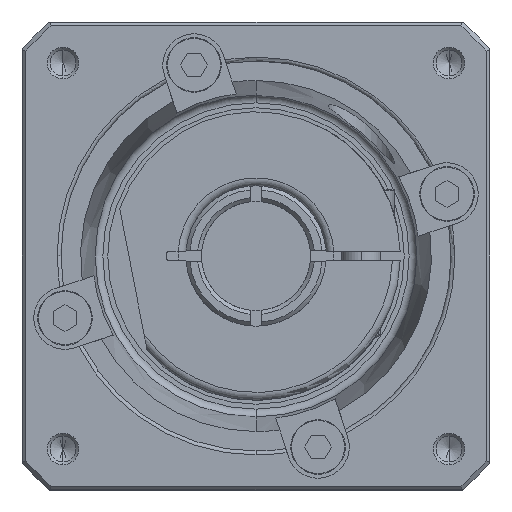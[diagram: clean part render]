
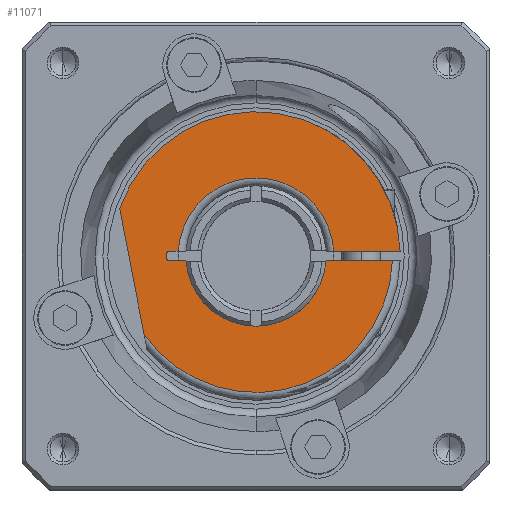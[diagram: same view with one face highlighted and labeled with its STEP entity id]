
A CAD part, left-side view. The second image highlights one B-rep face of the part: STEP entity #11071.
In plain terms, the highlighted planar face has unit normal (-1, 0, 0).
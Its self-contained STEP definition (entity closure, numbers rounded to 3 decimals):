
#106 = VERTEX_POINT ( 'NONE', #4096 ) ;
#338 = DIRECTION ( 'NONE',  ( 0., 1., 0. ) ) ;
#915 = EDGE_CURVE ( 'NONE', #4325, #12127, #11574, .T. ) ;
#1008 = PLANE ( 'NONE',  #2267 ) ;
#1141 = ORIENTED_EDGE ( 'NONE', *, *, #6177, .T. ) ;
#1175 = CARTESIAN_POINT ( 'NONE',  ( -36., 14.353, -10.011 ) ) ;
#1661 = DIRECTION ( 'NONE',  ( 0., 1., 0. ) ) ;
#1715 = DIRECTION ( 'NONE',  ( 0., -1., 0. ) ) ;
#1772 = AXIS2_PLACEMENT_3D ( 'NONE', #10121, #5071, #4130 ) ;
#1814 = VERTEX_POINT ( 'NONE', #8171 ) ;
#1874 = DIRECTION ( 'NONE',  ( 1., 0., 0. ) ) ;
#1886 = VECTOR ( 'NONE', #13824, 1000. ) ;
#2027 = CARTESIAN_POINT ( 'NONE',  ( -36., -18.49, 0.6 ) ) ;
#2158 = VECTOR ( 'NONE', #14017, 1000. ) ;
#2242 = DIRECTION ( 'NONE',  ( 0., 1., 0. ) ) ;
#2267 = AXIS2_PLACEMENT_3D ( 'NONE', #13014, #15587, #13162 ) ;
#2347 = CARTESIAN_POINT ( 'NONE',  ( -36., 9.982, 0.6 ) ) ;
#2383 = DIRECTION ( 'NONE',  ( 1., 0., 0. ) ) ;
#2464 = CIRCLE ( 'NONE', #12352, 18.5 ) ;
#2538 = AXIS2_PLACEMENT_3D ( 'NONE', #2888, #7552, #338 ) ;
#2681 = EDGE_CURVE ( 'NONE', #7092, #4325, #2464, .T. ) ;
#2815 = CARTESIAN_POINT ( 'NONE',  ( -36., -8.98, -0.6 ) ) ;
#2888 = CARTESIAN_POINT ( 'NONE',  ( -36., 11.1, 0.2 ) ) ;
#2946 = CARTESIAN_POINT ( 'NONE',  ( -36., 8.98, -0.6 ) ) ;
#2948 = CARTESIAN_POINT ( 'NONE',  ( -36., 17.478, 6.064 ) ) ;
#3113 = DIRECTION ( 'NONE',  ( 0., 1., 0. ) ) ;
#3196 = CARTESIAN_POINT ( 'NONE',  ( -36., 11.5, 0.2 ) ) ;
#3445 = EDGE_CURVE ( 'NONE', #3535, #4427, #5655, .T. ) ;
#3503 = CARTESIAN_POINT ( 'NONE',  ( -36., 0., 0. ) ) ;
#3535 = VERTEX_POINT ( 'NONE', #2347 ) ;
#4096 = CARTESIAN_POINT ( 'NONE',  ( -36., 11.1, -0.6 ) ) ;
#4130 = DIRECTION ( 'NONE',  ( 0., 1., 0. ) ) ;
#4161 = DIRECTION ( 'NONE',  ( -1., 0., 0. ) ) ;
#4211 = ORIENTED_EDGE ( 'NONE', *, *, #14505, .T. ) ;
#4300 = CARTESIAN_POINT ( 'NONE',  ( -36., 17.478, 6.064 ) ) ;
#4325 = VERTEX_POINT ( 'NONE', #10197 ) ;
#4427 = VERTEX_POINT ( 'NONE', #15285 ) ;
#4737 = CARTESIAN_POINT ( 'NONE',  ( -36., -9.982, 0.6 ) ) ;
#4803 = EDGE_LOOP ( 'NONE', ( #14336, #1141, #11645, #10888, #11411, #4211, #8915, #6659, #8280, #7816, #12710, #5566 ) ) ;
#5071 = DIRECTION ( 'NONE',  ( -1., 0., 0. ) ) ;
#5105 = LINE ( 'NONE', #2948, #1886 ) ;
#5252 = VERTEX_POINT ( 'NONE', #9304 ) ;
#5342 = DIRECTION ( 'NONE',  ( 0., 1., 0. ) ) ;
#5441 = CIRCLE ( 'NONE', #2538, 0.4 ) ;
#5527 = DIRECTION ( 'NONE',  ( 0., 1., 0. ) ) ;
#5566 = ORIENTED_EDGE ( 'NONE', *, *, #10176, .F. ) ;
#5655 = LINE ( 'NONE', #15343, #11273 ) ;
#5991 = EDGE_CURVE ( 'NONE', #12643, #13545, #8357, .T. ) ;
#6177 = EDGE_CURVE ( 'NONE', #3535, #12127, #9295, .T. ) ;
#6350 = AXIS2_PLACEMENT_3D ( 'NONE', #12520, #4161, #1661 ) ;
#6515 = CARTESIAN_POINT ( 'NONE',  ( -36., -18.49, -0.6 ) ) ;
#6659 = ORIENTED_EDGE ( 'NONE', *, *, #8685, .F. ) ;
#7092 = VERTEX_POINT ( 'NONE', #4300 ) ;
#7175 = CIRCLE ( 'NONE', #7464, 9. ) ;
#7464 = AXIS2_PLACEMENT_3D ( 'NONE', #8628, #8788, #5342 ) ;
#7483 = CIRCLE ( 'NONE', #1772, 17.5 ) ;
#7552 = DIRECTION ( 'NONE',  ( -1., 0., 0. ) ) ;
#7698 = EDGE_CURVE ( 'NONE', #10699, #7092, #5105, .T. ) ;
#7715 = EDGE_CURVE ( 'NONE', #13545, #106, #11907, .T. ) ;
#7734 = EDGE_CURVE ( 'NONE', #8116, #5252, #14509, .T. ) ;
#7816 = ORIENTED_EDGE ( 'NONE', *, *, #7715, .F. ) ;
#7881 = EDGE_CURVE ( 'NONE', #106, #1814, #9987, .T. ) ;
#7968 = VECTOR ( 'NONE', #5527, 1000. ) ;
#8116 = VERTEX_POINT ( 'NONE', #2815 ) ;
#8117 = CARTESIAN_POINT ( 'NONE',  ( -36., 11.5, 0.2 ) ) ;
#8171 = CARTESIAN_POINT ( 'NONE',  ( -36., 8.98, -0.6 ) ) ;
#8280 = ORIENTED_EDGE ( 'NONE', *, *, #7881, .F. ) ;
#8357 = LINE ( 'NONE', #3196, #2158 ) ;
#8628 = CARTESIAN_POINT ( 'NONE',  ( -36., 0., 0. ) ) ;
#8685 = EDGE_CURVE ( 'NONE', #1814, #8116, #7175, .T. ) ;
#8788 = DIRECTION ( 'NONE',  ( -1., 0., 0. ) ) ;
#8915 = ORIENTED_EDGE ( 'NONE', *, *, #7734, .F. ) ;
#8921 = DIRECTION ( 'NONE',  ( 0., -1., 0. ) ) ;
#9295 = CIRCLE ( 'NONE', #13212, 10. ) ;
#9304 = CARTESIAN_POINT ( 'NONE',  ( -36., -17.49, -0.6 ) ) ;
#9987 = LINE ( 'NONE', #2946, #12437 ) ;
#10121 = CARTESIAN_POINT ( 'NONE',  ( -36., 0., 0. ) ) ;
#10176 = EDGE_CURVE ( 'NONE', #4427, #12643, #5441, .T. ) ;
#10197 = CARTESIAN_POINT ( 'NONE',  ( -36., -18.49, 0.6 ) ) ;
#10699 = VERTEX_POINT ( 'NONE', #1175 ) ;
#10888 = ORIENTED_EDGE ( 'NONE', *, *, #2681, .F. ) ;
#11071 = ADVANCED_FACE ( 'NONE', ( #13674 ), #1008, .F. ) ;
#11107 = VECTOR ( 'NONE', #1715, 1000. ) ;
#11273 = VECTOR ( 'NONE', #2242, 1000. ) ;
#11411 = ORIENTED_EDGE ( 'NONE', *, *, #7698, .F. ) ;
#11533 = CARTESIAN_POINT ( 'NONE',  ( -36., 11.5, -0.2 ) ) ;
#11574 = LINE ( 'NONE', #2027, #7968 ) ;
#11645 = ORIENTED_EDGE ( 'NONE', *, *, #915, .F. ) ;
#11907 = CIRCLE ( 'NONE', #6350, 0.4 ) ;
#12127 = VERTEX_POINT ( 'NONE', #4737 ) ;
#12352 = AXIS2_PLACEMENT_3D ( 'NONE', #12636, #1874, #3113 ) ;
#12437 = VECTOR ( 'NONE', #8921, 1000. ) ;
#12520 = CARTESIAN_POINT ( 'NONE',  ( -36., 11.1, -0.2 ) ) ;
#12636 = CARTESIAN_POINT ( 'NONE',  ( -36., 0., 0. ) ) ;
#12643 = VERTEX_POINT ( 'NONE', #8117 ) ;
#12710 = ORIENTED_EDGE ( 'NONE', *, *, #5991, .F. ) ;
#13014 = CARTESIAN_POINT ( 'NONE',  ( -36., 0., 0. ) ) ;
#13162 = DIRECTION ( 'NONE',  ( 0., 1., 0. ) ) ;
#13212 = AXIS2_PLACEMENT_3D ( 'NONE', #3503, #2383, #14362 ) ;
#13545 = VERTEX_POINT ( 'NONE', #11533 ) ;
#13674 = FACE_OUTER_BOUND ( 'NONE', #4803, .T. ) ;
#13824 = DIRECTION ( 'NONE',  ( 0., 0.191, 0.982 ) ) ;
#14017 = DIRECTION ( 'NONE',  ( 0., 0., -1. ) ) ;
#14336 = ORIENTED_EDGE ( 'NONE', *, *, #3445, .F. ) ;
#14362 = DIRECTION ( 'NONE',  ( 0., 1., 0. ) ) ;
#14505 = EDGE_CURVE ( 'NONE', #10699, #5252, #7483, .T. ) ;
#14509 = LINE ( 'NONE', #6515, #11107 ) ;
#15285 = CARTESIAN_POINT ( 'NONE',  ( -36., 11.1, 0.6 ) ) ;
#15343 = CARTESIAN_POINT ( 'NONE',  ( -36., 8.98, 0.6 ) ) ;
#15587 = DIRECTION ( 'NONE',  ( 1., 0., 0. ) ) ;
